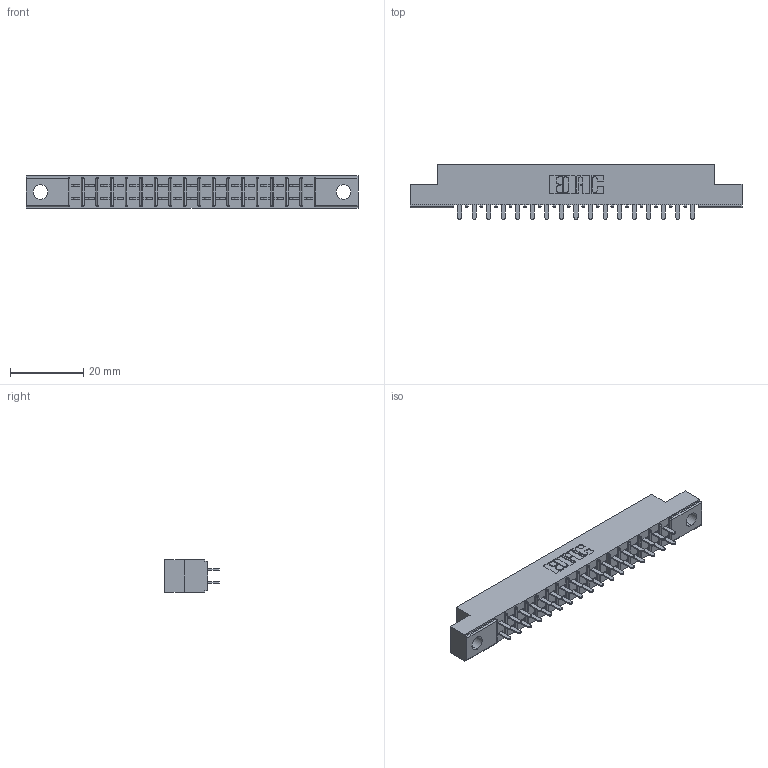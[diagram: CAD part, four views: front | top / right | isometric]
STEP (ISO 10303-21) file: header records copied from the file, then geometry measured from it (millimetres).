
FILE_DESCRIPTION (( 'STEP AP203' ), '1' );
FILE_NAME ('305-034-521-204.STEP', '2019-09-09T17:11:08', ( '' ), ( '' ), 'SwSTEP 2.0', 'SolidWorks 2016', '' );
FILE_SCHEMA (( 'CONFIG_CONTROL_DESIGN' ));
Length unit declared in the file: inch
Products named in the file (3): 305-034-521-204; 305-290-001_521; 305 Part_.156 Dia
Assembly tree (35 placements, depth 2):
  305-034-521-204
    305 Part_.156 Dia
    305-290-001_521  x34
Bounding box: 90.37 x 14.86 x 8.71 mm (x, y, z)
Volume: 5534.1 mm3; surface area: 9925.1 mm2
Topology: 35 solids, 35 shells, 1694 faces, 4823 edges, 3122 vertices
Faces by surface type: plane 1000, cylinder 626, sphere 68
Entity records: 21748 total; most frequent: CARTESIAN_POINT 3603, ORIENTED_EDGE 3570, DIRECTION 3497, EDGE_CURVE 1785, VECTOR 1425, LINE 1425, VERTEX_POINT 1142, AXIS2_PLACEMENT_3D 1036
